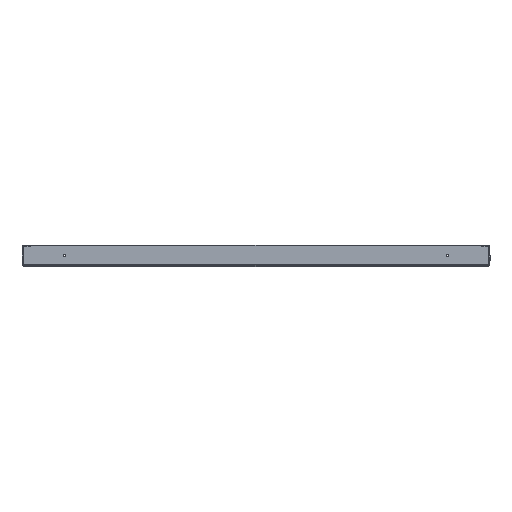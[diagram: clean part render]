
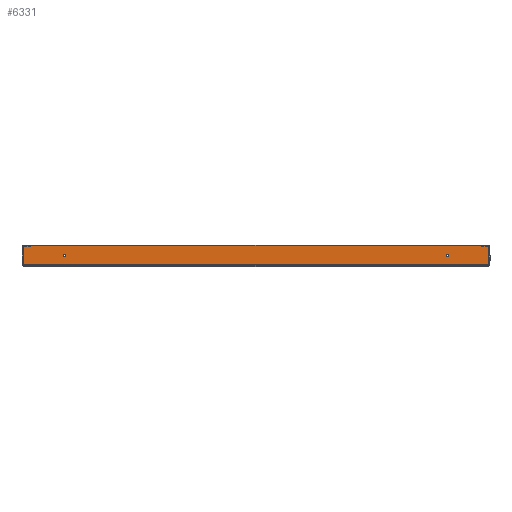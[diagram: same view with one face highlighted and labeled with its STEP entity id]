
A CAD part, front view. The second image highlights one B-rep face of the part: STEP entity #6331.
In plain terms, the highlighted planar face has unit normal (0, -1, 0).
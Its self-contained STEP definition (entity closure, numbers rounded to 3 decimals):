
#905 = VERTEX_POINT ( 'NONE', #29610 ) ;
#2281 = ORIENTED_EDGE ( 'NONE', *, *, #58335, .T. ) ;
#2659 = DIRECTION ( 'NONE',  ( 0., 1., 0. ) ) ;
#3006 = CARTESIAN_POINT ( 'NONE',  ( -450., -900., 20.5 ) ) ;
#3186 = EDGE_CURVE ( 'NONE', #33850, #23534, #18521, .T. ) ;
#3807 = PLANE ( 'NONE',  #25725 ) ;
#3941 = AXIS2_PLACEMENT_3D ( 'NONE', #47886, #6694, #71818 ) ;
#4141 = LINE ( 'NONE', #69988, #9708 ) ;
#4678 = VERTEX_POINT ( 'NONE', #20900 ) ;
#6331 = ADVANCED_FACE ( 'NONE', ( #64941, #57892, #46505 ), #3807, .F. ) ;
#6694 = DIRECTION ( 'NONE',  ( 0., 1., 0. ) ) ;
#8195 = VECTOR ( 'NONE', #23260, 1000. ) ;
#9708 = VECTOR ( 'NONE', #34320, 1000. ) ;
#10495 = ORIENTED_EDGE ( 'NONE', *, *, #36112, .F. ) ;
#11013 = EDGE_LOOP ( 'NONE', ( #15454, #50909, #15244, #10495, #61372, #18057 ) ) ;
#11260 = VERTEX_POINT ( 'NONE', #52320 ) ;
#11892 = CARTESIAN_POINT ( 'NONE',  ( 0., -900., 47. ) ) ;
#12502 = ORIENTED_EDGE ( 'NONE', *, *, #55760, .T. ) ;
#14504 = EDGE_LOOP ( 'NONE', ( #2281, #28243 ) ) ;
#14787 = CARTESIAN_POINT ( 'NONE',  ( -450., -900., 23.5 ) ) ;
#15244 = ORIENTED_EDGE ( 'NONE', *, *, #16099, .F. ) ;
#15454 = ORIENTED_EDGE ( 'NONE', *, *, #3186, .T. ) ;
#16099 = EDGE_CURVE ( 'NONE', #55879, #64357, #4141, .T. ) ;
#16659 = VERTEX_POINT ( 'NONE', #3006 ) ;
#17147 = CARTESIAN_POINT ( 'NONE',  ( -546.929, -900., 46. ) ) ;
#18057 = ORIENTED_EDGE ( 'NONE', *, *, #57588, .T. ) ;
#18521 = LINE ( 'NONE', #11892, #8195 ) ;
#20900 = CARTESIAN_POINT ( 'NONE',  ( -450., -900., 26.5 ) ) ;
#22074 = CARTESIAN_POINT ( 'NONE',  ( 546.929, -900., 0. ) ) ;
#22617 = AXIS2_PLACEMENT_3D ( 'NONE', #14787, #2659, #56735 ) ;
#22765 = EDGE_CURVE ( 'NONE', #23534, #64357, #32387, .T. ) ;
#22998 = CARTESIAN_POINT ( 'NONE',  ( 545.929, -900., 46. ) ) ;
#23260 = DIRECTION ( 'NONE',  ( -1., 0., 0. ) ) ;
#23534 = VERTEX_POINT ( 'NONE', #45833 ) ;
#25104 = LINE ( 'NONE', #55669, #66561 ) ;
#25516 = CIRCLE ( 'NONE', #64322, 3. ) ;
#25725 = AXIS2_PLACEMENT_3D ( 'NONE', #70043, #70441, #33984 ) ;
#25873 = DIRECTION ( 'NONE',  ( -1., 0., 0. ) ) ;
#26830 = DIRECTION ( 'NONE',  ( 0., 1., 0. ) ) ;
#27998 = CARTESIAN_POINT ( 'NONE',  ( 450., -900., 23.5 ) ) ;
#28243 = ORIENTED_EDGE ( 'NONE', *, *, #44455, .T. ) ;
#28961 = AXIS2_PLACEMENT_3D ( 'NONE', #22998, #77131, #64957 ) ;
#29610 = CARTESIAN_POINT ( 'NONE',  ( 450., -900., 20.5 ) ) ;
#32387 = CIRCLE ( 'NONE', #74991, 1. ) ;
#33476 = CARTESIAN_POINT ( 'NONE',  ( -545.929, -900., 46. ) ) ;
#33850 = VERTEX_POINT ( 'NONE', #51013 ) ;
#33864 = LINE ( 'NONE', #22074, #71838 ) ;
#33984 = DIRECTION ( 'NONE',  ( 0., 0., 1. ) ) ;
#33992 = CARTESIAN_POINT ( 'NONE',  ( -546.929, -900., 3. ) ) ;
#34320 = DIRECTION ( 'NONE',  ( 0., 0., 1. ) ) ;
#36112 = EDGE_CURVE ( 'NONE', #75059, #55879, #25104, .T. ) ;
#37786 = CIRCLE ( 'NONE', #3941, 3. ) ;
#37958 = CARTESIAN_POINT ( 'NONE',  ( -450., -900., 23.5 ) ) ;
#38345 = DIRECTION ( 'NONE',  ( 0., 1., 0. ) ) ;
#38972 = DIRECTION ( 'NONE',  ( 0., 0., 1. ) ) ;
#38993 = DIRECTION ( 'NONE',  ( 0., 0., 1. ) ) ;
#40037 = CARTESIAN_POINT ( 'NONE',  ( 546.929, -900., 46. ) ) ;
#43883 = CIRCLE ( 'NONE', #22617, 3. ) ;
#44455 = EDGE_CURVE ( 'NONE', #905, #11260, #25516, .T. ) ;
#45833 = CARTESIAN_POINT ( 'NONE',  ( -545.929, -900., 47. ) ) ;
#46505 = FACE_OUTER_BOUND ( 'NONE', #11013, .T. ) ;
#46830 = EDGE_CURVE ( 'NONE', #4678, #16659, #70652, .T. ) ;
#47886 = CARTESIAN_POINT ( 'NONE',  ( 450., -900., 23.5 ) ) ;
#50909 = ORIENTED_EDGE ( 'NONE', *, *, #22765, .T. ) ;
#51013 = CARTESIAN_POINT ( 'NONE',  ( 545.929, -900., 47. ) ) ;
#52320 = CARTESIAN_POINT ( 'NONE',  ( 450., -900., 26.5 ) ) ;
#53968 = CIRCLE ( 'NONE', #28961, 1. ) ;
#55669 = CARTESIAN_POINT ( 'NONE',  ( -550., -900., 3. ) ) ;
#55760 = EDGE_CURVE ( 'NONE', #16659, #4678, #43883, .T. ) ;
#55879 = VERTEX_POINT ( 'NONE', #33992 ) ;
#56735 = DIRECTION ( 'NONE',  ( 0., 0., 1. ) ) ;
#57588 = EDGE_CURVE ( 'NONE', #67756, #33850, #53968, .T. ) ;
#57833 = ORIENTED_EDGE ( 'NONE', *, *, #46830, .T. ) ;
#57892 = FACE_BOUND ( 'NONE', #14504, .T. ) ;
#58335 = EDGE_CURVE ( 'NONE', #11260, #905, #37786, .T. ) ;
#61372 = ORIENTED_EDGE ( 'NONE', *, *, #67453, .T. ) ;
#63319 = EDGE_LOOP ( 'NONE', ( #57833, #12502 ) ) ;
#63424 = DIRECTION ( 'NONE',  ( 0., 0., 1. ) ) ;
#64322 = AXIS2_PLACEMENT_3D ( 'NONE', #27998, #26830, #38993 ) ;
#64357 = VERTEX_POINT ( 'NONE', #17147 ) ;
#64802 = CARTESIAN_POINT ( 'NONE',  ( 546.929, -900., 3. ) ) ;
#64941 = FACE_BOUND ( 'NONE', #63319, .T. ) ;
#64957 = DIRECTION ( 'NONE',  ( 0., 0., 1. ) ) ;
#66561 = VECTOR ( 'NONE', #25873, 1000. ) ;
#66892 = AXIS2_PLACEMENT_3D ( 'NONE', #37958, #38345, #63424 ) ;
#67453 = EDGE_CURVE ( 'NONE', #75059, #67756, #33864, .T. ) ;
#67756 = VERTEX_POINT ( 'NONE', #40037 ) ;
#69534 = DIRECTION ( 'NONE',  ( 0., -1., 0. ) ) ;
#69917 = DIRECTION ( 'NONE',  ( 0., 0., 1. ) ) ;
#69988 = CARTESIAN_POINT ( 'NONE',  ( -546.929, -900., 0. ) ) ;
#70043 = CARTESIAN_POINT ( 'NONE',  ( 0., -900., 0. ) ) ;
#70441 = DIRECTION ( 'NONE',  ( 0., 1., 0. ) ) ;
#70652 = CIRCLE ( 'NONE', #66892, 3. ) ;
#71818 = DIRECTION ( 'NONE',  ( 0., 0., 1. ) ) ;
#71838 = VECTOR ( 'NONE', #69917, 1000. ) ;
#74991 = AXIS2_PLACEMENT_3D ( 'NONE', #33476, #69534, #38972 ) ;
#75059 = VERTEX_POINT ( 'NONE', #64802 ) ;
#77131 = DIRECTION ( 'NONE',  ( 0., -1., 0. ) ) ;
